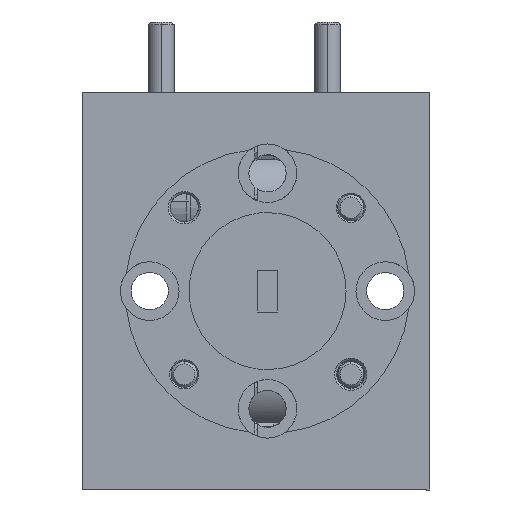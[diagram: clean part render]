
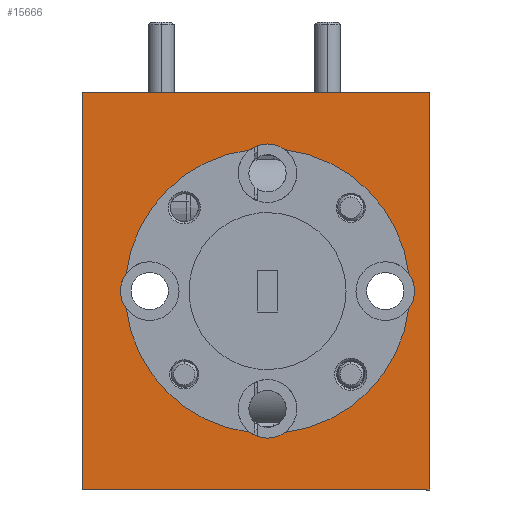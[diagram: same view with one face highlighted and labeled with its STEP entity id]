
A CAD part, left-side view. The second image highlights one B-rep face of the part: STEP entity #15666.
In plain terms, the highlighted planar face has unit normal (-1, 0, 0).
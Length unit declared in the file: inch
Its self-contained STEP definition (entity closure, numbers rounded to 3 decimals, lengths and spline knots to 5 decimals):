
#358 = DIRECTION ( 'NONE',  ( -1., 0., 0. ) ) ;
#370 = VERTEX_POINT ( 'NONE', #23268 ) ;
#508 = VERTEX_POINT ( 'NONE', #562 ) ;
#562 = CARTESIAN_POINT ( 'NONE',  ( -1.8, 0.30742, 0.04177 ) ) ;
#655 = ORIENTED_EDGE ( 'NONE', *, *, #29258, .F. ) ;
#1689 = DIRECTION ( 'NONE',  ( -1., 0., 0. ) ) ;
#2013 = CARTESIAN_POINT ( 'NONE',  ( -1.8, -0.03, 0.28125 ) ) ;
#2048 = VERTEX_POINT ( 'NONE', #12760 ) ;
#2754 = EDGE_CURVE ( 'NONE', #30038, #29594, #10270, .T. ) ;
#2994 = CIRCLE ( 'NONE', #30658, 0.34 ) ;
#3344 = ORIENTED_EDGE ( 'NONE', *, *, #19118, .F. ) ;
#3383 = DIRECTION ( 'NONE',  ( -1., 0., 0. ) ) ;
#3674 = CARTESIAN_POINT ( 'NONE',  ( -1.8, -0.07177, -0.33743 ) ) ;
#3854 = LINE ( 'NONE', #25055, #17881 ) ;
#3895 = CARTESIAN_POINT ( 'NONE',  ( -1.8, 0.412, 0.475 ) ) ;
#3985 = DIRECTION ( 'NONE',  ( -1., 0., 0. ) ) ;
#4035 = CARTESIAN_POINT ( 'NONE',  ( -1.8, -0.36743, -0.04177 ) ) ;
#4124 = CARTESIAN_POINT ( 'NONE',  ( -1.8, -0.03, 0. ) ) ;
#4429 = LINE ( 'NONE', #11713, #11026 ) ;
#4615 = CARTESIAN_POINT ( 'NONE',  ( -1.8, 0.412, -0.475 ) ) ;
#4647 = CARTESIAN_POINT ( 'NONE',  ( -1.8, -0.03, 0. ) ) ;
#4694 = AXIS2_PLACEMENT_3D ( 'NONE', #25947, #358, #21009 ) ;
#4851 = DIRECTION ( 'NONE',  ( 0., -1., 0. ) ) ;
#5460 = EDGE_CURVE ( 'NONE', #24802, #27768, #9327, .T. ) ;
#5963 = LINE ( 'NONE', #18873, #21409 ) ;
#6069 = EDGE_CURVE ( 'NONE', #14209, #14489, #21541, .T. ) ;
#6255 = FACE_OUTER_BOUND ( 'NONE', #33437, .T. ) ;
#7833 = DIRECTION ( 'NONE',  ( -1., 0., 0. ) ) ;
#7894 = EDGE_LOOP ( 'NONE', ( #11001, #23304, #22238, #26763, #25815, #19640, #20964, #29497, #13413, #9796 ) ) ;
#8068 = EDGE_CURVE ( 'NONE', #27768, #14209, #11345, .T. ) ;
#8874 = CARTESIAN_POINT ( 'NONE',  ( -1.8, 0.30742, -0.04177 ) ) ;
#9326 = CARTESIAN_POINT ( 'NONE',  ( -1.8, -0.07177, 0.33742 ) ) ;
#9327 = CIRCLE ( 'NONE', #12578, 0.07 ) ;
#9796 = ORIENTED_EDGE ( 'NONE', *, *, #5460, .F. ) ;
#10209 = AXIS2_PLACEMENT_3D ( 'NONE', #2013, #1689, #17139 ) ;
#10270 = LINE ( 'NONE', #20648, #25049 ) ;
#11001 = ORIENTED_EDGE ( 'NONE', *, *, #17081, .F. ) ;
#11026 = VECTOR ( 'NONE', #25137, 39.37008 ) ;
#11287 = CIRCLE ( 'NONE', #10209, 0.07 ) ;
#11345 = CIRCLE ( 'NONE', #23814, 0.34 ) ;
#11506 = DIRECTION ( 'NONE',  ( 0., 0., -1. ) ) ;
#11541 = CIRCLE ( 'NONE', #29994, 0.07 ) ;
#11633 = EDGE_CURVE ( 'NONE', #25354, #370, #5963, .T. ) ;
#11713 = CARTESIAN_POINT ( 'NONE',  ( -1.8, -0.417, 0.475 ) ) ;
#12419 = CARTESIAN_POINT ( 'NONE',  ( -1.8, 0.412, 0.475 ) ) ;
#12578 = AXIS2_PLACEMENT_3D ( 'NONE', #28129, #18099, #33350 ) ;
#12581 = CARTESIAN_POINT ( 'NONE',  ( -1.8, 0.01177, -0.33743 ) ) ;
#12760 = CARTESIAN_POINT ( 'NONE',  ( -1.8, 0.01177, 0.33742 ) ) ;
#13016 = CARTESIAN_POINT ( 'NONE',  ( -1.8, -0.36743, 0.04177 ) ) ;
#13314 = EDGE_CURVE ( 'NONE', #17802, #16613, #29655, .T. ) ;
#13413 = ORIENTED_EDGE ( 'NONE', *, *, #8068, .F. ) ;
#13732 = VERTEX_POINT ( 'NONE', #12581 ) ;
#13884 = CIRCLE ( 'NONE', #29635, 0.07 ) ;
#14199 = DIRECTION ( 'NONE',  ( 0., 0., 1. ) ) ;
#14209 = VERTEX_POINT ( 'NONE', #4035 ) ;
#14489 = VERTEX_POINT ( 'NONE', #13016 ) ;
#14830 = DIRECTION ( 'NONE',  ( -1., 0., 0. ) ) ;
#14856 = CARTESIAN_POINT ( 'NONE',  ( -1.8, 0.25125, 0. ) ) ;
#15666 = ADVANCED_FACE ( 'NONE', ( #6255, #24582 ), #27493, .F. ) ;
#16323 = DIRECTION ( 'NONE',  ( 0., -1., 0. ) ) ;
#16406 = CARTESIAN_POINT ( 'NONE',  ( -1.8, -0.03, -0.28125 ) ) ;
#16613 = VERTEX_POINT ( 'NONE', #16923 ) ;
#16923 = CARTESIAN_POINT ( 'NONE',  ( -1.8, -0.03, 0.35125 ) ) ;
#17081 = EDGE_CURVE ( 'NONE', #13732, #24802, #13884, .T. ) ;
#17139 = DIRECTION ( 'NONE',  ( 0., 0., 1. ) ) ;
#17216 = DIRECTION ( 'NONE',  ( -1., 0., 0. ) ) ;
#17695 = EDGE_CURVE ( 'NONE', #2048, #508, #2994, .T. ) ;
#17782 = AXIS2_PLACEMENT_3D ( 'NONE', #26653, #3383, #20877 ) ;
#17802 = VERTEX_POINT ( 'NONE', #9326 ) ;
#17881 = VECTOR ( 'NONE', #14199, 39.37008 ) ;
#18099 = DIRECTION ( 'NONE',  ( -1., 0., 0. ) ) ;
#18217 = DIRECTION ( 'NONE',  ( 0., 0., 1. ) ) ;
#18631 = AXIS2_PLACEMENT_3D ( 'NONE', #3895, #31909, #11506 ) ;
#18873 = CARTESIAN_POINT ( 'NONE',  ( -1.8, 0.412, -0.475 ) ) ;
#19035 = ORIENTED_EDGE ( 'NONE', *, *, #2754, .F. ) ;
#19118 = EDGE_CURVE ( 'NONE', #25354, #30038, #3854, .T. ) ;
#19451 = DIRECTION ( 'NONE',  ( 0., 0., 1. ) ) ;
#19640 = ORIENTED_EDGE ( 'NONE', *, *, #13314, .F. ) ;
#20318 = EDGE_CURVE ( 'NONE', #21192, #13732, #33167, .T. ) ;
#20648 = CARTESIAN_POINT ( 'NONE',  ( -1.8, 0.412, 0.475 ) ) ;
#20877 = DIRECTION ( 'NONE',  ( 0., 0., 1. ) ) ;
#20964 = ORIENTED_EDGE ( 'NONE', *, *, #28224, .F. ) ;
#21009 = DIRECTION ( 'NONE',  ( 0., 0., 1. ) ) ;
#21192 = VERTEX_POINT ( 'NONE', #8874 ) ;
#21409 = VECTOR ( 'NONE', #16323, 39.37008 ) ;
#21541 = CIRCLE ( 'NONE', #17782, 0.07 ) ;
#22238 = ORIENTED_EDGE ( 'NONE', *, *, #32649, .F. ) ;
#22311 = DIRECTION ( 'NONE',  ( 0., 0., 1. ) ) ;
#22465 = DIRECTION ( 'NONE',  ( 0., 0., 1. ) ) ;
#23011 = ORIENTED_EDGE ( 'NONE', *, *, #11633, .T. ) ;
#23268 = CARTESIAN_POINT ( 'NONE',  ( -1.8, -0.417, -0.475 ) ) ;
#23304 = ORIENTED_EDGE ( 'NONE', *, *, #20318, .F. ) ;
#23754 = CARTESIAN_POINT ( 'NONE',  ( -1.8, -0.03, -0.35125 ) ) ;
#23814 = AXIS2_PLACEMENT_3D ( 'NONE', #4647, #3985, #22465 ) ;
#24582 = FACE_BOUND ( 'NONE', #7894, .T. ) ;
#24802 = VERTEX_POINT ( 'NONE', #23754 ) ;
#25049 = VECTOR ( 'NONE', #4851, 39.37008 ) ;
#25055 = CARTESIAN_POINT ( 'NONE',  ( -1.8, 0.412, 0.475 ) ) ;
#25137 = DIRECTION ( 'NONE',  ( 0., 0., -1. ) ) ;
#25172 = DIRECTION ( 'NONE',  ( 0., 0., 1. ) ) ;
#25354 = VERTEX_POINT ( 'NONE', #4615 ) ;
#25714 = EDGE_CURVE ( 'NONE', #16613, #2048, #11287, .T. ) ;
#25815 = ORIENTED_EDGE ( 'NONE', *, *, #25714, .F. ) ;
#25947 = CARTESIAN_POINT ( 'NONE',  ( -1.8, -0.03, 0.28125 ) ) ;
#26653 = CARTESIAN_POINT ( 'NONE',  ( -1.8, -0.31125, 0. ) ) ;
#26763 = ORIENTED_EDGE ( 'NONE', *, *, #17695, .F. ) ;
#27282 = DIRECTION ( 'NONE',  ( -1., 0., 0. ) ) ;
#27444 = DIRECTION ( 'NONE',  ( -1., 0., 0. ) ) ;
#27485 = CARTESIAN_POINT ( 'NONE',  ( -1.8, -0.417, 0.475 ) ) ;
#27493 = PLANE ( 'NONE',  #18631 ) ;
#27767 = CIRCLE ( 'NONE', #32086, 0.34 ) ;
#27768 = VERTEX_POINT ( 'NONE', #3674 ) ;
#28129 = CARTESIAN_POINT ( 'NONE',  ( -1.8, -0.03, -0.28125 ) ) ;
#28224 = EDGE_CURVE ( 'NONE', #14489, #17802, #27767, .T. ) ;
#29258 = EDGE_CURVE ( 'NONE', #29594, #370, #4429, .T. ) ;
#29497 = ORIENTED_EDGE ( 'NONE', *, *, #6069, .F. ) ;
#29594 = VERTEX_POINT ( 'NONE', #27485 ) ;
#29635 = AXIS2_PLACEMENT_3D ( 'NONE', #16406, #27282, #19451 ) ;
#29655 = CIRCLE ( 'NONE', #4694, 0.07 ) ;
#29994 = AXIS2_PLACEMENT_3D ( 'NONE', #14856, #17216, #32653 ) ;
#30038 = VERTEX_POINT ( 'NONE', #12419 ) ;
#30658 = AXIS2_PLACEMENT_3D ( 'NONE', #31120, #7833, #18217 ) ;
#31120 = CARTESIAN_POINT ( 'NONE',  ( -1.8, -0.03, 0. ) ) ;
#31505 = AXIS2_PLACEMENT_3D ( 'NONE', #33174, #27444, #22311 ) ;
#31909 = DIRECTION ( 'NONE',  ( 1., 0., 0. ) ) ;
#32086 = AXIS2_PLACEMENT_3D ( 'NONE', #4124, #14830, #25172 ) ;
#32649 = EDGE_CURVE ( 'NONE', #508, #21192, #11541, .T. ) ;
#32653 = DIRECTION ( 'NONE',  ( 0., 0., 1. ) ) ;
#33167 = CIRCLE ( 'NONE', #31505, 0.34 ) ;
#33174 = CARTESIAN_POINT ( 'NONE',  ( -1.8, -0.03, 0. ) ) ;
#33350 = DIRECTION ( 'NONE',  ( 0., 0., 1. ) ) ;
#33437 = EDGE_LOOP ( 'NONE', ( #655, #19035, #3344, #23011 ) ) ;
